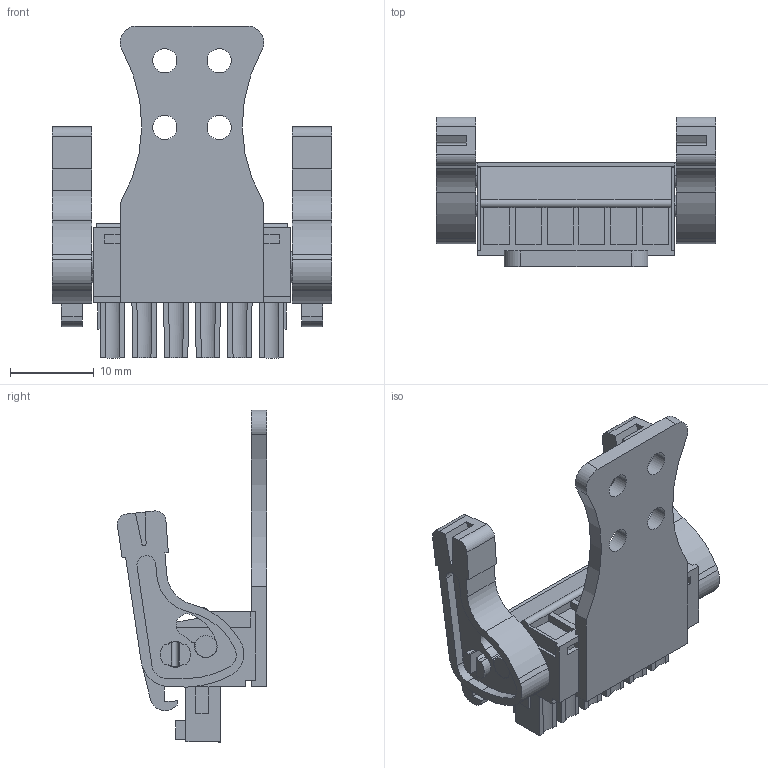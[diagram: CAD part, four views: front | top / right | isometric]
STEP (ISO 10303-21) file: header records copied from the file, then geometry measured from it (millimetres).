
FILE_DESCRIPTION(('CATIA V5R24 STEP','CAx-IF Rec.Pracs.--- Model Styling and Organization---1.2---2011-12-15'),'2;1');
FILE_NAME ('D1462192_0_2442260000_2442260000.stp','2017-10-04T13:59:53+00:00',('none'),('Weidmueller'),'CATIA Version 5-6 Release 2014 SP4 HF52','CATIA V5 STEP AP214','none');
FILE_SCHEMA(('AUTOMOTIVE_DESIGN { 1 0 10303 214 1 1 1 1 }'));
Length unit declared in the file: millimetre
Products named in the file (1): 2442260000
Bounding box: 33.45 x 17.9 x 39.75 mm (x, y, z)
Volume: 4372 mm3; surface area: 5232.8 mm2
Topology: 10 solids, 10 shells, 504 faces, 1340 edges, 886 vertices
Faces by surface type: plane 357, cylinder 147
Entity records: 15162 total; most frequent: CARTESIAN_POINT 2720, ORIENTED_EDGE 2664, DIRECTION 2050, EDGE_CURVE 1332, VECTOR 980, LINE 980, VERTEX_POINT 884, AXIS2_PLACEMENT_3D 697
